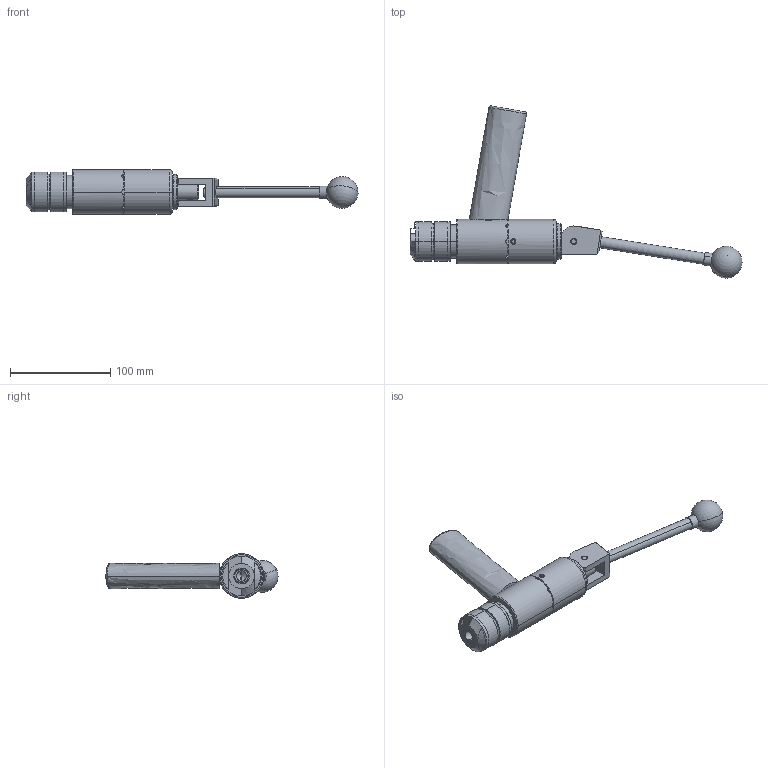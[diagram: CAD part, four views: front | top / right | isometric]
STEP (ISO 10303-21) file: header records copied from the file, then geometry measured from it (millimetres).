
FILE_DESCRIPTION (( 'STEP AP214' ), '1' );
FILE_NAME ('CTSC-003590.STEP', '2025-05-28T14:38:15', ( '' ), ( '' ), 'SwSTEP 2.0', 'SolidWorks 2023', '' );
FILE_SCHEMA (( 'AUTOMOTIVE_DESIGN' ));
Length unit declared in the file: inch
Products named in the file (1): CTSC-003590
Bounding box: 331.23 x 171.73 x 44.45 mm (x, y, z)
Volume: 321605.8 mm3; surface area: 83649.1 mm2
Topology: 12 solids, 13 shells, 309 faces, 742 edges, 469 vertices
Faces by surface type: cylinder 128, plane 110, cone 45, torus 17, bspline 7, sphere 2
Entity records: 15251 total; most frequent: CARTESIAN_POINT 4167, DIRECTION 1486, ORIENTED_EDGE 1450, EDGE_CURVE 725, AXIS2_PLACEMENT_3D 593, VERTEX_POINT 462, EDGE_LOOP 351, LENGTH_MEASURE_WITH_UNIT 310
